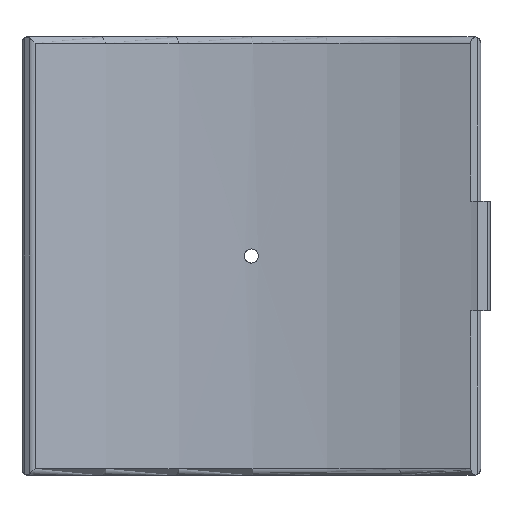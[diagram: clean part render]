
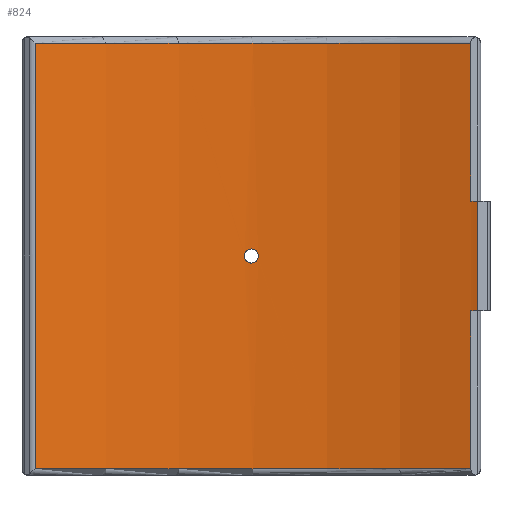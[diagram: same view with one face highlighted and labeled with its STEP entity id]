
A CAD part, front view. The second image highlights one B-rep face of the part: STEP entity #824.
In plain terms, the highlighted cylindrical face has radius 450 mm (diameter 900 mm), a partial arc.
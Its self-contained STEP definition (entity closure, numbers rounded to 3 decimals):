
#39=FACE_BOUND('',#176,.T.);
#74=B_SPLINE_CURVE_WITH_KNOTS('',3,(#1562,#1563,#1564,#1565,#1566,#1567,
#1568,#1569,#1570,#1571,#1572,#1573,#1574,#1575,#1576,#1577,#1578,#1579,
#1580,#1581,#1582,#1583,#1584,#1585,#1586,#1587,#1588,#1589,#1590,#1591,
#1592,#1593,#1594,#1595),.UNSPECIFIED.,.T.,.F.,(4,2,2,2,2,2,2,2,2,2,2,2,
2,2,2,2,4),(0.,0.181,0.362,0.542,0.723,
0.904,1.085,1.266,1.446,1.627,
1.808,1.989,2.17,2.351,2.531,
2.712,2.893),.UNSPECIFIED.);
#113=FACE_OUTER_BOUND('',#175,.T.);
#175=EDGE_LOOP('',(#643,#644,#645,#646,#647,#648,#649,#650));
#176=EDGE_LOOP('',(#651));
#245=LINE('',#1275,#282);
#256=LINE('',#1429,#293);
#264=LINE('',#1555,#301);
#266=LINE('',#1559,#303);
#282=VECTOR('',#1001,75.);
#293=VECTOR('',#1038,291.);
#301=VECTOR('',#1092,108.);
#303=VECTOR('',#1096,108.);
#322=CIRCLE('',#880,450.);
#327=CIRCLE('',#892,450.);
#330=CIRCLE('',#896,450.);
#335=CIRCLE('',#912,450.);
#371=VERTEX_POINT('',#1272);
#372=VERTEX_POINT('',#1274);
#379=VERTEX_POINT('',#1290);
#390=VERTEX_POINT('',#1408);
#393=VERTEX_POINT('',#1420);
#398=VERTEX_POINT('',#1455);
#405=VERTEX_POINT('',#1506);
#417=VERTEX_POINT('',#1558);
#418=VERTEX_POINT('',#1561);
#451=EDGE_CURVE('',#371,#372,#245,.T.);
#460=EDGE_CURVE('',#379,#371,#322,.T.);
#476=EDGE_CURVE('',#393,#390,#256,.T.);
#482=EDGE_CURVE('',#390,#398,#327,.T.);
#491=EDGE_CURVE('',#405,#393,#330,.T.);
#507=EDGE_CURVE('',#398,#379,#264,.T.);
#509=EDGE_CURVE('',#417,#405,#266,.T.);
#510=EDGE_CURVE('',#372,#417,#335,.T.);
#511=EDGE_CURVE('',#418,#418,#74,.T.);
#643=ORIENTED_EDGE('',*,*,#476,.F.);
#644=ORIENTED_EDGE('',*,*,#491,.F.);
#645=ORIENTED_EDGE('',*,*,#509,.F.);
#646=ORIENTED_EDGE('',*,*,#510,.F.);
#647=ORIENTED_EDGE('',*,*,#451,.F.);
#648=ORIENTED_EDGE('',*,*,#460,.F.);
#649=ORIENTED_EDGE('',*,*,#507,.F.);
#650=ORIENTED_EDGE('',*,*,#482,.F.);
#651=ORIENTED_EDGE('',*,*,#511,.T.);
#792=CYLINDRICAL_SURFACE('',#911,450.);
#824=ADVANCED_FACE('',(#113,#39),#792,.F.);
#880=AXIS2_PLACEMENT_3D('',#1292,#1016,#1017);
#892=AXIS2_PLACEMENT_3D('',#1456,#1048,#1049);
#896=AXIS2_PLACEMENT_3D('',#1523,#1056,#1057);
#911=AXIS2_PLACEMENT_3D('',#1557,#1094,#1095);
#912=AXIS2_PLACEMENT_3D('',#1560,#1097,#1098);
#1001=DIRECTION('',(0.,0.,-1.));
#1016=DIRECTION('center_axis',(0.,0.,-1.));
#1017=DIRECTION('ref_axis',(-1.,0.,0.));
#1038=DIRECTION('',(0.,0.,1.));
#1048=DIRECTION('center_axis',(0.,0.,-1.));
#1049=DIRECTION('ref_axis',(0.,1.,0.));
#1056=DIRECTION('center_axis',(0.,0.,1.));
#1057=DIRECTION('ref_axis',(0.,1.,0.));
#1092=DIRECTION('',(0.,0.,-1.));
#1094=DIRECTION('center_axis',(0.,0.,1.));
#1095=DIRECTION('ref_axis',(-1.,0.,0.));
#1096=DIRECTION('',(0.,0.,-1.));
#1097=DIRECTION('center_axis',(0.,0.,1.));
#1098=DIRECTION('ref_axis',(0.363,0.932,0.));
#1272=CARTESIAN_POINT('',(154.781,422.543,37.5));
#1274=CARTESIAN_POINT('',(154.781,422.543,-37.5));
#1275=CARTESIAN_POINT('',(154.781,422.543,0.));
#1290=CARTESIAN_POINT('',(150.031,424.253,37.5));
#1292=CARTESIAN_POINT('Origin',(0.,0.,37.5));
#1408=CARTESIAN_POINT('',(-147.862,425.014,145.5));
#1420=CARTESIAN_POINT('',(-147.862,425.014,-145.5));
#1429=CARTESIAN_POINT('',(-147.862,425.014,0.));
#1455=CARTESIAN_POINT('',(150.031,424.253,145.5));
#1456=CARTESIAN_POINT('Origin',(0.,0.,145.5));
#1506=CARTESIAN_POINT('',(150.031,424.253,-145.5));
#1523=CARTESIAN_POINT('Origin',(0.,0.,-145.5));
#1555=CARTESIAN_POINT('',(150.031,424.253,0.));
#1557=CARTESIAN_POINT('Origin',(0.,0.,0.));
#1558=CARTESIAN_POINT('',(150.031,424.253,-37.5));
#1559=CARTESIAN_POINT('',(150.031,424.253,0.));
#1560=CARTESIAN_POINT('Origin',(0.,0.,-37.5));
#1561=CARTESIAN_POINT('',(4.8,449.974,0.));
#1562=CARTESIAN_POINT('Ctrl Pts',(4.8,449.974,0.));
#1563=CARTESIAN_POINT('Ctrl Pts',(4.8,449.974,-0.603));
#1564=CARTESIAN_POINT('Ctrl Pts',(4.68,449.976,-1.246));
#1565=CARTESIAN_POINT('Ctrl Pts',(4.19,449.981,-2.428));
#1566=CARTESIAN_POINT('Ctrl Pts',(3.82,449.984,-2.968));
#1567=CARTESIAN_POINT('Ctrl Pts',(2.968,449.99,-3.82));
#1568=CARTESIAN_POINT('Ctrl Pts',(2.428,449.994,-4.19));
#1569=CARTESIAN_POINT('Ctrl Pts',(1.246,449.999,-4.68));
#1570=CARTESIAN_POINT('Ctrl Pts',(0.603,450.,-4.8));
#1571=CARTESIAN_POINT('Ctrl Pts',(-0.603,450.,-4.8));
#1572=CARTESIAN_POINT('Ctrl Pts',(-1.246,449.999,-4.68));
#1573=CARTESIAN_POINT('Ctrl Pts',(-2.428,449.994,-4.19));
#1574=CARTESIAN_POINT('Ctrl Pts',(-2.968,449.99,-3.82));
#1575=CARTESIAN_POINT('Ctrl Pts',(-3.82,449.984,-2.968));
#1576=CARTESIAN_POINT('Ctrl Pts',(-4.19,449.981,-2.428));
#1577=CARTESIAN_POINT('Ctrl Pts',(-4.68,449.976,-1.246));
#1578=CARTESIAN_POINT('Ctrl Pts',(-4.8,449.974,-0.603));
#1579=CARTESIAN_POINT('Ctrl Pts',(-4.8,449.974,0.603));
#1580=CARTESIAN_POINT('Ctrl Pts',(-4.68,449.976,1.246));
#1581=CARTESIAN_POINT('Ctrl Pts',(-4.19,449.981,2.428));
#1582=CARTESIAN_POINT('Ctrl Pts',(-3.82,449.984,2.968));
#1583=CARTESIAN_POINT('Ctrl Pts',(-2.968,449.99,3.82));
#1584=CARTESIAN_POINT('Ctrl Pts',(-2.428,449.994,4.19));
#1585=CARTESIAN_POINT('Ctrl Pts',(-1.246,449.999,4.68));
#1586=CARTESIAN_POINT('Ctrl Pts',(-0.603,450.,4.8));
#1587=CARTESIAN_POINT('Ctrl Pts',(0.603,450.,4.8));
#1588=CARTESIAN_POINT('Ctrl Pts',(1.246,449.999,4.68));
#1589=CARTESIAN_POINT('Ctrl Pts',(2.428,449.994,4.19));
#1590=CARTESIAN_POINT('Ctrl Pts',(2.968,449.99,3.82));
#1591=CARTESIAN_POINT('Ctrl Pts',(3.82,449.984,2.968));
#1592=CARTESIAN_POINT('Ctrl Pts',(4.19,449.981,2.428));
#1593=CARTESIAN_POINT('Ctrl Pts',(4.68,449.976,1.246));
#1594=CARTESIAN_POINT('Ctrl Pts',(4.8,449.974,0.603));
#1595=CARTESIAN_POINT('Ctrl Pts',(4.8,449.974,0.));
